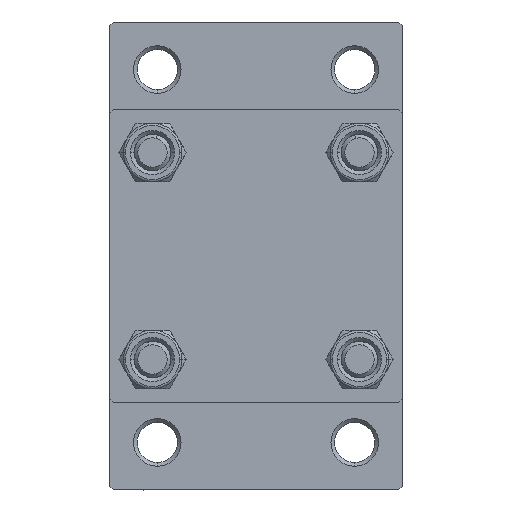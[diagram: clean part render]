
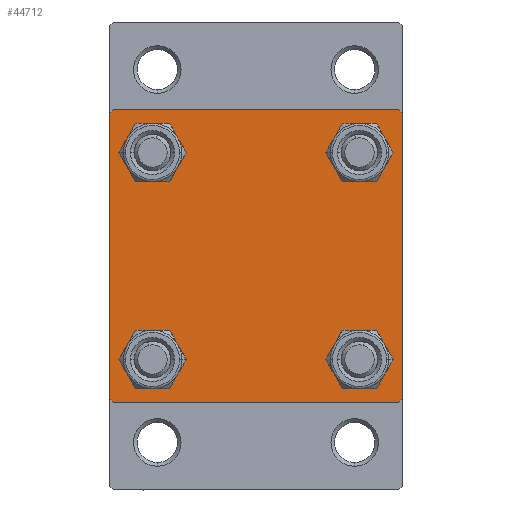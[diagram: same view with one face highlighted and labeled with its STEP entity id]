
A CAD part, left-side view. The second image highlights one B-rep face of the part: STEP entity #44712.
In plain terms, the highlighted planar face has unit normal (-1, 0, 0).
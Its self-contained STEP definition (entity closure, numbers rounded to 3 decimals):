
#47 = VECTOR ( 'NONE', #32847, 1000. ) ;
#516 = CARTESIAN_POINT ( 'NONE',  ( 0., -14.15, 14.15 ) ) ;
#1740 = EDGE_CURVE ( 'NONE', #32248, #32793, #39633, .T. ) ;
#2042 = EDGE_CURVE ( 'NONE', #39756, #34591, #6880, .T. ) ;
#2048 = ORIENTED_EDGE ( 'NONE', *, *, #22838, .T. ) ;
#2273 = DIRECTION ( 'NONE',  ( 0., 0.707, 0.707 ) ) ;
#2353 = CARTESIAN_POINT ( 'NONE',  ( 0., 20., 20. ) ) ;
#2400 = ORIENTED_EDGE ( 'NONE', *, *, #27714, .T. ) ;
#2858 = CARTESIAN_POINT ( 'NONE',  ( 0., 20., 20. ) ) ;
#3307 = VERTEX_POINT ( 'NONE', #27814 ) ;
#4063 = VERTEX_POINT ( 'NONE', #8143 ) ;
#4570 = CARTESIAN_POINT ( 'NONE',  ( 0., -19.5, -20. ) ) ;
#4799 = DIRECTION ( 'NONE',  ( 0., 0., 1. ) ) ;
#5171 = AXIS2_PLACEMENT_3D ( 'NONE', #9567, #24215, #38903 ) ;
#5315 = AXIS2_PLACEMENT_3D ( 'NONE', #20460, #5582, #37647 ) ;
#5582 = DIRECTION ( 'NONE',  ( 1., 0., 0. ) ) ;
#5961 = LINE ( 'NONE', #34604, #44420 ) ;
#6036 = AXIS2_PLACEMENT_3D ( 'NONE', #14773, #25831, #33303 ) ;
#6611 = ORIENTED_EDGE ( 'NONE', *, *, #31265, .T. ) ;
#6880 = LINE ( 'NONE', #17438, #40463 ) ;
#7687 = DIRECTION ( 'NONE',  ( 0., 0., 1. ) ) ;
#8143 = CARTESIAN_POINT ( 'NONE',  ( 0., -14.15, -11.15 ) ) ;
#8465 = DIRECTION ( 'NONE',  ( 1., 0., 0. ) ) ;
#9029 = ORIENTED_EDGE ( 'NONE', *, *, #10711, .T. ) ;
#9474 = FACE_OUTER_BOUND ( 'NONE', #22565, .T. ) ;
#9567 = CARTESIAN_POINT ( 'NONE',  ( 0., 14.15, -14.15 ) ) ;
#9568 = DIRECTION ( 'NONE',  ( 0., -0.707, -0.707 ) ) ;
#10172 = FACE_BOUND ( 'NONE', #21140, .T. ) ;
#10711 = EDGE_CURVE ( 'NONE', #45567, #24722, #19446, .T. ) ;
#10972 = CARTESIAN_POINT ( 'NONE',  ( 0., 20., -19.5 ) ) ;
#11017 = DIRECTION ( 'NONE',  ( 0., -1., 0. ) ) ;
#11190 = LINE ( 'NONE', #14789, #47 ) ;
#11476 = AXIS2_PLACEMENT_3D ( 'NONE', #25702, #45366, #7687 ) ;
#11644 = CIRCLE ( 'NONE', #43911, 3. ) ;
#12105 = ORIENTED_EDGE ( 'NONE', *, *, #31129, .F. ) ;
#12469 = CARTESIAN_POINT ( 'NONE',  ( 0., -14.15, -17.15 ) ) ;
#12718 = DIRECTION ( 'NONE',  ( 1., 0., 0. ) ) ;
#13310 = FACE_BOUND ( 'NONE', #31991, .T. ) ;
#14083 = VERTEX_POINT ( 'NONE', #16303 ) ;
#14377 = DIRECTION ( 'NONE',  ( 1., 0., 0. ) ) ;
#14773 = CARTESIAN_POINT ( 'NONE',  ( 0., 14.15, -14.15 ) ) ;
#14789 = CARTESIAN_POINT ( 'NONE',  ( 0., -20., 20. ) ) ;
#15469 = LINE ( 'NONE', #22673, #30127 ) ;
#16303 = CARTESIAN_POINT ( 'NONE',  ( 0., -14.15, 17.15 ) ) ;
#16446 = VERTEX_POINT ( 'NONE', #38185 ) ;
#16988 = DIRECTION ( 'NONE',  ( 0., 0., -1. ) ) ;
#17438 = CARTESIAN_POINT ( 'NONE',  ( 0., -19.75, -19.75 ) ) ;
#19446 = CIRCLE ( 'NONE', #26340, 3. ) ;
#19776 = CARTESIAN_POINT ( 'NONE',  ( 0., 14.15, 17.15 ) ) ;
#19986 = VECTOR ( 'NONE', #16988, 1000. ) ;
#20460 = CARTESIAN_POINT ( 'NONE',  ( 0., -14.15, -14.15 ) ) ;
#20597 = VERTEX_POINT ( 'NONE', #46325 ) ;
#20748 = FACE_BOUND ( 'NONE', #22092, .T. ) ;
#20988 = LINE ( 'NONE', #38586, #23855 ) ;
#21140 = EDGE_LOOP ( 'NONE', ( #32077, #2400 ) ) ;
#21657 = VERTEX_POINT ( 'NONE', #10972 ) ;
#22092 = EDGE_LOOP ( 'NONE', ( #44083, #2048 ) ) ;
#22363 = AXIS2_PLACEMENT_3D ( 'NONE', #43115, #24830, #42414 ) ;
#22481 = CARTESIAN_POINT ( 'NONE',  ( 0., 14.15, 11.15 ) ) ;
#22529 = CARTESIAN_POINT ( 'NONE',  ( 0., -14.15, 14.15 ) ) ;
#22565 = EDGE_LOOP ( 'NONE', ( #47008, #33759, #47087, #24961, #12105, #6611, #33719, #27371 ) ) ;
#22673 = CARTESIAN_POINT ( 'NONE',  ( 0., 19.75, 19.75 ) ) ;
#22681 = CARTESIAN_POINT ( 'NONE',  ( 0., -14.15, -14.15 ) ) ;
#22838 = EDGE_CURVE ( 'NONE', #3307, #32945, #26651, .T. ) ;
#23811 = VERTEX_POINT ( 'NONE', #43194 ) ;
#23855 = VECTOR ( 'NONE', #2273, 1000. ) ;
#24215 = DIRECTION ( 'NONE',  ( 1., 0., 0. ) ) ;
#24397 = ORIENTED_EDGE ( 'NONE', *, *, #43927, .T. ) ;
#24429 = ORIENTED_EDGE ( 'NONE', *, *, #38857, .T. ) ;
#24439 = EDGE_LOOP ( 'NONE', ( #31838, #24397 ) ) ;
#24722 = VERTEX_POINT ( 'NONE', #22481 ) ;
#24830 = DIRECTION ( 'NONE',  ( -1., 0., 0. ) ) ;
#24930 = CARTESIAN_POINT ( 'NONE',  ( 0., 19.5, 20. ) ) ;
#24961 = ORIENTED_EDGE ( 'NONE', *, *, #2042, .T. ) ;
#25587 = DIRECTION ( 'NONE',  ( 0., 0.707, -0.707 ) ) ;
#25702 = CARTESIAN_POINT ( 'NONE',  ( 0., 14.15, 14.15 ) ) ;
#25831 = DIRECTION ( 'NONE',  ( 1., 0., 0. ) ) ;
#26098 = EDGE_CURVE ( 'NONE', #32945, #3307, #29837, .T. ) ;
#26340 = AXIS2_PLACEMENT_3D ( 'NONE', #37993, #12718, #4799 ) ;
#26651 = CIRCLE ( 'NONE', #5171, 3. ) ;
#27140 = AXIS2_PLACEMENT_3D ( 'NONE', #516, #8465, #29860 ) ;
#27198 = EDGE_CURVE ( 'NONE', #4063, #45823, #33721, .T. ) ;
#27371 = ORIENTED_EDGE ( 'NONE', *, *, #32557, .T. ) ;
#27714 = EDGE_CURVE ( 'NONE', #20597, #14083, #36826, .T. ) ;
#27726 = EDGE_CURVE ( 'NONE', #23811, #39756, #40826, .T. ) ;
#27814 = CARTESIAN_POINT ( 'NONE',  ( 0., 14.15, -17.15 ) ) ;
#28213 = FACE_BOUND ( 'NONE', #24439, .T. ) ;
#28455 = PLANE ( 'NONE',  #22363 ) ;
#28786 = LINE ( 'NONE', #2353, #19986 ) ;
#28826 = CARTESIAN_POINT ( 'NONE',  ( 0., -20., -19.5 ) ) ;
#29837 = CIRCLE ( 'NONE', #6036, 3. ) ;
#29860 = DIRECTION ( 'NONE',  ( 0., 0., 1. ) ) ;
#30127 = VECTOR ( 'NONE', #25587, 1000. ) ;
#30400 = DIRECTION ( 'NONE',  ( 1., 0., 0. ) ) ;
#31129 = EDGE_CURVE ( 'NONE', #36881, #34591, #11190, .T. ) ;
#31265 = EDGE_CURVE ( 'NONE', #36881, #32793, #20988, .T. ) ;
#31838 = ORIENTED_EDGE ( 'NONE', *, *, #27198, .T. ) ;
#31991 = EDGE_LOOP ( 'NONE', ( #9029, #24429 ) ) ;
#32077 = ORIENTED_EDGE ( 'NONE', *, *, #47435, .T. ) ;
#32248 = VERTEX_POINT ( 'NONE', #24930 ) ;
#32557 = EDGE_CURVE ( 'NONE', #32248, #16446, #15469, .T. ) ;
#32793 = VERTEX_POINT ( 'NONE', #38565 ) ;
#32847 = DIRECTION ( 'NONE',  ( 0., 0., -1. ) ) ;
#32945 = VERTEX_POINT ( 'NONE', #33705 ) ;
#32969 = VECTOR ( 'NONE', #11017, 1000. ) ;
#33303 = DIRECTION ( 'NONE',  ( 0., 0., 1. ) ) ;
#33532 = DIRECTION ( 'NONE',  ( 0., 0., 1. ) ) ;
#33705 = CARTESIAN_POINT ( 'NONE',  ( 0., 14.15, -11.15 ) ) ;
#33719 = ORIENTED_EDGE ( 'NONE', *, *, #1740, .F. ) ;
#33721 = CIRCLE ( 'NONE', #5315, 3. ) ;
#33759 = ORIENTED_EDGE ( 'NONE', *, *, #36759, .T. ) ;
#34591 = VERTEX_POINT ( 'NONE', #28826 ) ;
#34604 = CARTESIAN_POINT ( 'NONE',  ( 0., 19.75, -19.75 ) ) ;
#36285 = CARTESIAN_POINT ( 'NONE',  ( 0., 20., -20. ) ) ;
#36759 = EDGE_CURVE ( 'NONE', #21657, #23811, #5961, .T. ) ;
#36826 = CIRCLE ( 'NONE', #39117, 3. ) ;
#36881 = VERTEX_POINT ( 'NONE', #43214 ) ;
#37647 = DIRECTION ( 'NONE',  ( 0., 0., 1. ) ) ;
#37993 = CARTESIAN_POINT ( 'NONE',  ( 0., 14.15, 14.15 ) ) ;
#38185 = CARTESIAN_POINT ( 'NONE',  ( 0., 20., 19.5 ) ) ;
#38377 = CIRCLE ( 'NONE', #11476, 3. ) ;
#38565 = CARTESIAN_POINT ( 'NONE',  ( 0., -19.5, 20. ) ) ;
#38586 = CARTESIAN_POINT ( 'NONE',  ( 0., -19.75, 19.75 ) ) ;
#38857 = EDGE_CURVE ( 'NONE', #24722, #45567, #38377, .T. ) ;
#38903 = DIRECTION ( 'NONE',  ( 0., 0., 1. ) ) ;
#39117 = AXIS2_PLACEMENT_3D ( 'NONE', #22529, #14377, #47327 ) ;
#39580 = DIRECTION ( 'NONE',  ( 0., -0.707, 0.707 ) ) ;
#39633 = LINE ( 'NONE', #2858, #47367 ) ;
#39756 = VERTEX_POINT ( 'NONE', #4570 ) ;
#40113 = DIRECTION ( 'NONE',  ( 0., -1., 0. ) ) ;
#40463 = VECTOR ( 'NONE', #39580, 1000. ) ;
#40642 = EDGE_CURVE ( 'NONE', #16446, #21657, #28786, .T. ) ;
#40826 = LINE ( 'NONE', #36285, #32969 ) ;
#42414 = DIRECTION ( 'NONE',  ( 0., 0., 1. ) ) ;
#43115 = CARTESIAN_POINT ( 'NONE',  ( 0., 0., 0. ) ) ;
#43194 = CARTESIAN_POINT ( 'NONE',  ( 0., 19.5, -20. ) ) ;
#43214 = CARTESIAN_POINT ( 'NONE',  ( 0., -20., 19.5 ) ) ;
#43911 = AXIS2_PLACEMENT_3D ( 'NONE', #22681, #30400, #33532 ) ;
#43927 = EDGE_CURVE ( 'NONE', #45823, #4063, #11644, .T. ) ;
#44011 = CIRCLE ( 'NONE', #27140, 3. ) ;
#44083 = ORIENTED_EDGE ( 'NONE', *, *, #26098, .T. ) ;
#44420 = VECTOR ( 'NONE', #9568, 1000. ) ;
#44712 = ADVANCED_FACE ( 'NONE', ( #10172, #28213, #20748, #13310, #9474 ), #28455, .T. ) ;
#45366 = DIRECTION ( 'NONE',  ( 1., 0., 0. ) ) ;
#45567 = VERTEX_POINT ( 'NONE', #19776 ) ;
#45823 = VERTEX_POINT ( 'NONE', #12469 ) ;
#46325 = CARTESIAN_POINT ( 'NONE',  ( 0., -14.15, 11.15 ) ) ;
#47008 = ORIENTED_EDGE ( 'NONE', *, *, #40642, .T. ) ;
#47087 = ORIENTED_EDGE ( 'NONE', *, *, #27726, .T. ) ;
#47327 = DIRECTION ( 'NONE',  ( 0., 0., 1. ) ) ;
#47367 = VECTOR ( 'NONE', #40113, 1000. ) ;
#47435 = EDGE_CURVE ( 'NONE', #14083, #20597, #44011, .T. ) ;
